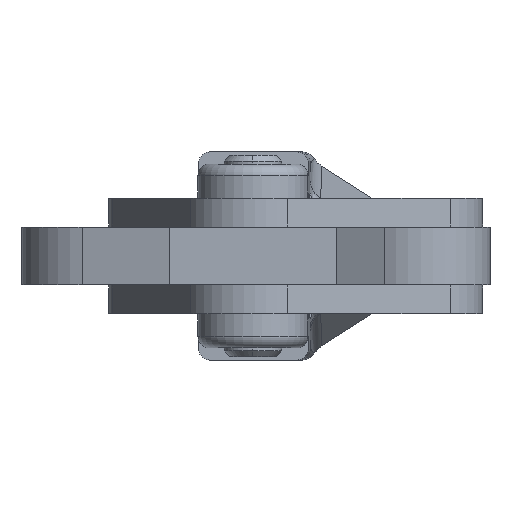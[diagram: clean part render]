
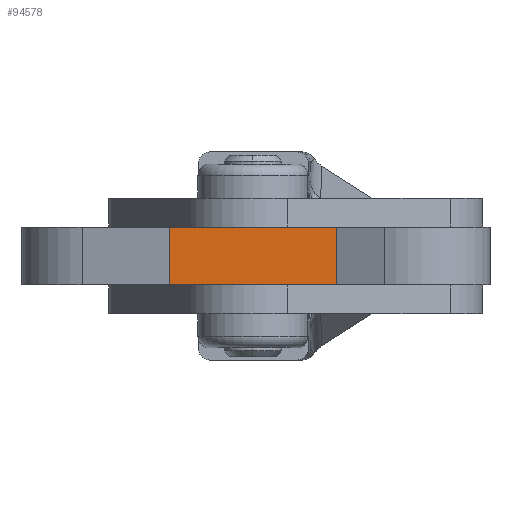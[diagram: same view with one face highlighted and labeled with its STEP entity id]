
A CAD part, front view. The second image highlights one B-rep face of the part: STEP entity #94578.
In plain terms, the highlighted planar face has unit normal (0, -1, 0).
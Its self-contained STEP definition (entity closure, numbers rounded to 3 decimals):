
#13474 = LINE ( 'NONE', #31075, #13485 ) ;
#13485 = VECTOR ( 'NONE', #31122, 1000. ) ;
#13500 = LINE ( 'NONE', #31172, #13509 ) ;
#13509 = VECTOR ( 'NONE', #31190, 1000. ) ;
#13511 = LINE ( 'NONE', #31195, #13515 ) ;
#13515 = VECTOR ( 'NONE', #31187, 1000. ) ;
#13517 = LINE ( 'NONE', #31225, #13524 ) ;
#13524 = VECTOR ( 'NONE', #31229, 1000. ) ;
#15056 = AXIS2_PLACEMENT_3D ( 'NONE', #58427, #58463, #58466 ) ;
#31075 = CARTESIAN_POINT ( 'NONE',  ( -14.5, 0., 5. ) ) ;
#31122 = DIRECTION ( 'NONE',  ( 1., 0., 0. ) ) ;
#31172 = CARTESIAN_POINT ( 'NONE',  ( -14.5, 0., -5. ) ) ;
#31187 = DIRECTION ( 'NONE',  ( 0., 0., -1. ) ) ;
#31190 = DIRECTION ( 'NONE',  ( 1., 0., 0. ) ) ;
#31195 = CARTESIAN_POINT ( 'NONE',  ( -14.5, 0., 5. ) ) ;
#31225 = CARTESIAN_POINT ( 'NONE',  ( 14.5, 0., 5. ) ) ;
#31229 = DIRECTION ( 'NONE',  ( 0., 0., -1. ) ) ;
#49926 = CARTESIAN_POINT ( 'NONE',  ( 14.5, 0., -5. ) ) ;
#49938 = CARTESIAN_POINT ( 'NONE',  ( 14.5, 0., 5. ) ) ;
#49946 = CARTESIAN_POINT ( 'NONE',  ( -14.5, 0., 5. ) ) ;
#49950 = CARTESIAN_POINT ( 'NONE',  ( -14.5, 0., -5. ) ) ;
#52825 = EDGE_CURVE ( 'NONE', #105688, #105680, #13474, .T. ) ;
#52832 = EDGE_CURVE ( 'NONE', #105693, #105667, #13500, .T. ) ;
#52834 = EDGE_CURVE ( 'NONE', #105688, #105693, #13511, .T. ) ;
#52836 = EDGE_CURVE ( 'NONE', #105680, #105667, #13517, .T. ) ;
#58427 = CARTESIAN_POINT ( 'NONE',  ( -14.5, 0., 5. ) ) ;
#58457 = PLANE ( 'NONE',  #15056 ) ;
#58463 = DIRECTION ( 'NONE',  ( 0., 1., 0. ) ) ;
#58466 = DIRECTION ( 'NONE',  ( -1., 0., 0. ) ) ;
#94578 = ADVANCED_FACE ( 'NONE', ( #98980 ), #58457, .F. ) ;
#97274 = ORIENTED_EDGE ( 'NONE', *, *, #52832, .T. ) ;
#97276 = ORIENTED_EDGE ( 'NONE', *, *, #52836, .F. ) ;
#97278 = ORIENTED_EDGE ( 'NONE', *, *, #52825, .F. ) ;
#97280 = ORIENTED_EDGE ( 'NONE', *, *, #52834, .T. ) ;
#98980 = FACE_OUTER_BOUND ( 'NONE', #125655, .T. ) ;
#105667 = VERTEX_POINT ( 'NONE', #49926 ) ;
#105680 = VERTEX_POINT ( 'NONE', #49938 ) ;
#105688 = VERTEX_POINT ( 'NONE', #49946 ) ;
#105693 = VERTEX_POINT ( 'NONE', #49950 ) ;
#125655 = EDGE_LOOP ( 'NONE', ( #97274, #97276, #97278, #97280 ) ) ;
